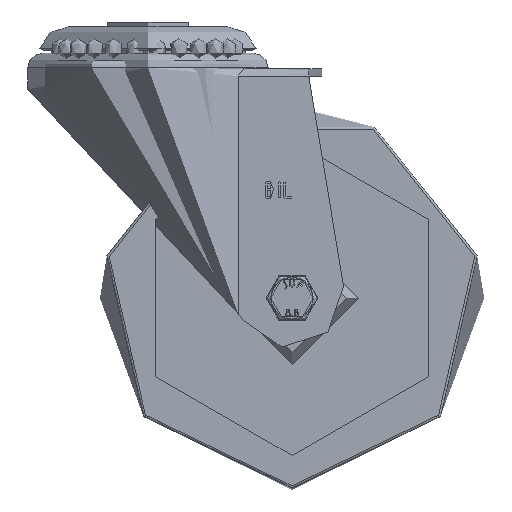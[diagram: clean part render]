
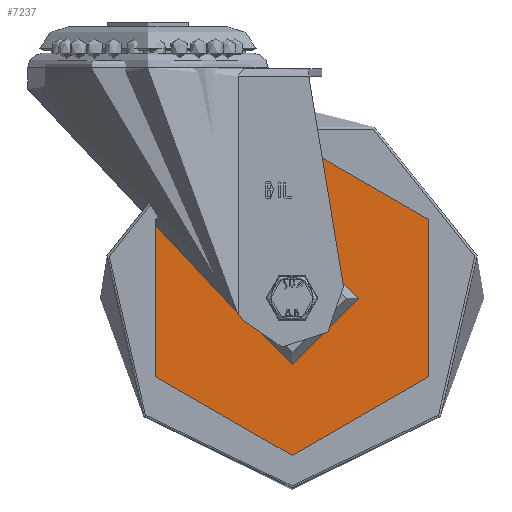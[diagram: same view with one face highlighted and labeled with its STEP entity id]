
A CAD part, front view. The second image highlights one B-rep face of the part: STEP entity #7237.
In plain terms, the highlighted planar face has unit normal (0, -1, 0).
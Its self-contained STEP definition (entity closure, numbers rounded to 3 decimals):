
#422=FACE_BOUND('',#1433,.T.);
#542=PLANE('',#7939);
#988=FACE_OUTER_BOUND('',#1432,.T.);
#1432=EDGE_LOOP('',(#5353));
#1433=EDGE_LOOP('',(#5354));
#2960=CIRCLE('',#7938,27.5);
#2961=CIRCLE('',#7940,65.5);
#3351=VERTEX_POINT('',#12395);
#3352=VERTEX_POINT('',#12399);
#4087=EDGE_CURVE('',#3351,#3351,#2960,.T.);
#4089=EDGE_CURVE('',#3352,#3352,#2961,.T.);
#5353=ORIENTED_EDGE('',*,*,#4089,.F.);
#5354=ORIENTED_EDGE('',*,*,#4087,.T.);
#7237=ADVANCED_FACE('',(#988,#422),#542,.T.);
#7938=AXIS2_PLACEMENT_3D('',#12396,#9071,#9072);
#7939=AXIS2_PLACEMENT_3D('',#12398,#9074,#9075);
#7940=AXIS2_PLACEMENT_3D('',#12400,#9076,#9077);
#9071=DIRECTION('center_axis',(0.,1.,0.));
#9072=DIRECTION('ref_axis',(1.,0.,0.));
#9074=DIRECTION('center_axis',(0.,-1.,0.));
#9075=DIRECTION('ref_axis',(0.,0.,-1.));
#9076=DIRECTION('center_axis',(0.,1.,0.));
#9077=DIRECTION('ref_axis',(1.,0.,0.));
#12395=CARTESIAN_POINT('',(0.,-6.,-27.5));
#12396=CARTESIAN_POINT('Origin',(0.,-6.,0.));
#12398=CARTESIAN_POINT('Origin',(0.,-6.,65.5));
#12399=CARTESIAN_POINT('',(0.,-6.,-65.5));
#12400=CARTESIAN_POINT('Origin',(0.,-6.,0.));
